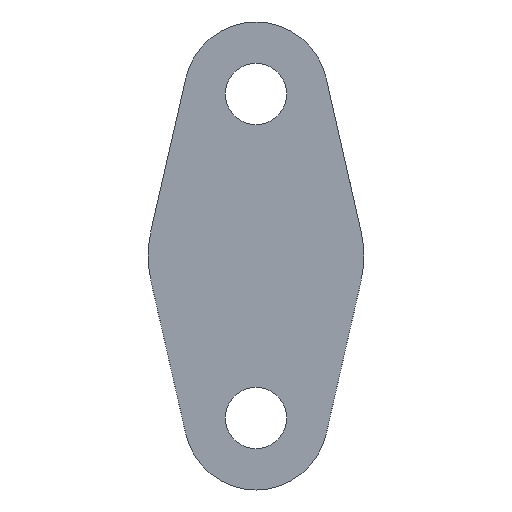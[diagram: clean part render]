
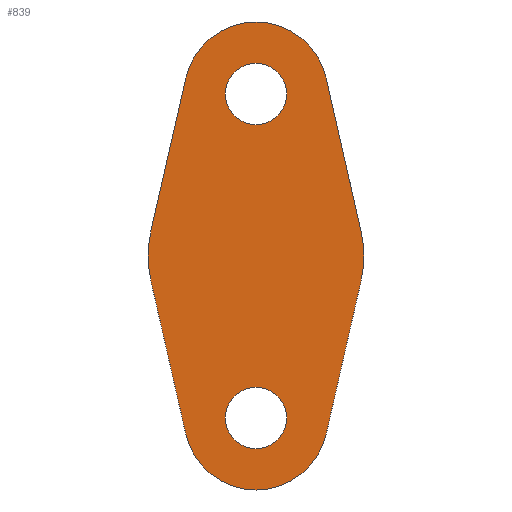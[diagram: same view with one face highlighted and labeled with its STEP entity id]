
A CAD part, front view. The second image highlights one B-rep face of the part: STEP entity #839.
In plain terms, the highlighted planar face has unit normal (0, -1, 0).
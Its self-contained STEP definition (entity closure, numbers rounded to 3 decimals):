
#2 = CARTESIAN_POINT ( 'NONE',  ( -3.9, 0., -9.889 ) ) ;
#6 = ORIENTED_EDGE ( 'NONE', *, *, #685, .T. ) ;
#9 = PLANE ( 'NONE',  #439 ) ;
#13 = CARTESIAN_POINT ( 'NONE',  ( -5.85, 0., -1.333 ) ) ;
#14 = EDGE_CURVE ( 'NONE', #802, #574, #273, .T. ) ;
#15 = VERTEX_POINT ( 'NONE', #114 ) ;
#21 = CIRCLE ( 'NONE', #605, 4. ) ;
#22 = DIRECTION ( 'NONE',  ( 0., 1., 0. ) ) ;
#27 = DIRECTION ( 'NONE',  ( 0., 1., 0. ) ) ;
#28 = VERTEX_POINT ( 'NONE', #507 ) ;
#32 = EDGE_CURVE ( 'NONE', #574, #638, #178, .T. ) ;
#41 = VECTOR ( 'NONE', #283, 1000. ) ;
#51 = DIRECTION ( 'NONE',  ( 0., 1., 0. ) ) ;
#72 = CARTESIAN_POINT ( 'NONE',  ( -5.85, 0., 1.333 ) ) ;
#77 = DIRECTION ( 'NONE',  ( 0., 1., 0. ) ) ;
#92 = CIRCLE ( 'NONE', #231, 1.7 ) ;
#99 = VERTEX_POINT ( 'NONE', #828 ) ;
#108 = FACE_OUTER_BOUND ( 'NONE', #766, .T. ) ;
#114 = CARTESIAN_POINT ( 'NONE',  ( 3.9, 0., -9.889 ) ) ;
#115 = ORIENTED_EDGE ( 'NONE', *, *, #124, .T. ) ;
#123 = ORIENTED_EDGE ( 'NONE', *, *, #540, .F. ) ;
#124 = EDGE_CURVE ( 'NONE', #210, #813, #767, .T. ) ;
#132 = DIRECTION ( 'NONE',  ( 0., 1., 0. ) ) ;
#135 = DIRECTION ( 'NONE',  ( 0., 0., 1. ) ) ;
#145 = FACE_BOUND ( 'NONE', #645, .T. ) ;
#146 = AXIS2_PLACEMENT_3D ( 'NONE', #532, #77, #465 ) ;
#153 = ORIENTED_EDGE ( 'NONE', *, *, #818, .T. ) ;
#177 = EDGE_CURVE ( 'NONE', #758, #492, #577, .T. ) ;
#178 = LINE ( 'NONE', #366, #705 ) ;
#194 = CARTESIAN_POINT ( 'NONE',  ( 0., 0., 0. ) ) ;
#195 = CARTESIAN_POINT ( 'NONE',  ( 0., 0., -9. ) ) ;
#207 = EDGE_CURVE ( 'NONE', #474, #802, #401, .T. ) ;
#210 = VERTEX_POINT ( 'NONE', #217 ) ;
#217 = CARTESIAN_POINT ( 'NONE',  ( 0., 0., 10.7 ) ) ;
#219 = DIRECTION ( 'NONE',  ( 0., 0., 1. ) ) ;
#231 = AXIS2_PLACEMENT_3D ( 'NONE', #195, #595, #135 ) ;
#236 = CIRCLE ( 'NONE', #146, 6. ) ;
#243 = AXIS2_PLACEMENT_3D ( 'NONE', #286, #684, #219 ) ;
#252 = DIRECTION ( 'NONE',  ( 0., 1., 0. ) ) ;
#257 = CARTESIAN_POINT ( 'NONE',  ( -5.85, 0., -1.333 ) ) ;
#258 = AXIS2_PLACEMENT_3D ( 'NONE', #524, #132, #458 ) ;
#273 = CIRCLE ( 'NONE', #520, 4. ) ;
#279 = ORIENTED_EDGE ( 'NONE', *, *, #745, .F. ) ;
#283 = DIRECTION ( 'NONE',  ( 0.222, 0., 0.975 ) ) ;
#286 = CARTESIAN_POINT ( 'NONE',  ( 0., 0., -9. ) ) ;
#290 = DIRECTION ( 'NONE',  ( 0., 1., 0. ) ) ;
#304 = EDGE_CURVE ( 'NONE', #15, #758, #21, .T. ) ;
#315 = CARTESIAN_POINT ( 'NONE',  ( 0., 0., -13. ) ) ;
#330 = ORIENTED_EDGE ( 'NONE', *, *, #378, .F. ) ;
#366 = CARTESIAN_POINT ( 'NONE',  ( 5.85, 0., 1.333 ) ) ;
#378 = EDGE_CURVE ( 'NONE', #492, #475, #764, .T. ) ;
#382 = VERTEX_POINT ( 'NONE', #468 ) ;
#383 = CARTESIAN_POINT ( 'NONE',  ( 3.9, 0., 9.889 ) ) ;
#389 = AXIS2_PLACEMENT_3D ( 'NONE', #651, #252, #450 ) ;
#394 = CARTESIAN_POINT ( 'NONE',  ( -3.9, 0., 9.889 ) ) ;
#395 = DIRECTION ( 'NONE',  ( -0.222, 0., 0.975 ) ) ;
#401 = LINE ( 'NONE', #815, #41 ) ;
#402 = EDGE_CURVE ( 'NONE', #475, #474, #236, .T. ) ;
#405 = DIRECTION ( 'NONE',  ( 0., 0., 1. ) ) ;
#407 = ORIENTED_EDGE ( 'NONE', *, *, #14, .F. ) ;
#427 = EDGE_CURVE ( 'NONE', #28, #99, #92, .T. ) ;
#434 = DIRECTION ( 'NONE',  ( 0., 0., 1. ) ) ;
#439 = AXIS2_PLACEMENT_3D ( 'NONE', #194, #27, #543 ) ;
#440 = CARTESIAN_POINT ( 'NONE',  ( 0., 0., 9. ) ) ;
#450 = DIRECTION ( 'NONE',  ( 0., 0., -1. ) ) ;
#453 = CIRCLE ( 'NONE', #789, 1.7 ) ;
#458 = DIRECTION ( 'NONE',  ( 0., 0., 1. ) ) ;
#465 = DIRECTION ( 'NONE',  ( 0., 0., 1. ) ) ;
#468 = CARTESIAN_POINT ( 'NONE',  ( 5.85, 0., -1.333 ) ) ;
#474 = VERTEX_POINT ( 'NONE', #72 ) ;
#475 = VERTEX_POINT ( 'NONE', #257 ) ;
#477 = CARTESIAN_POINT ( 'NONE',  ( 0., 0., -9. ) ) ;
#492 = VERTEX_POINT ( 'NONE', #2 ) ;
#507 = CARTESIAN_POINT ( 'NONE',  ( 0., 0., -7.3 ) ) ;
#520 = AXIS2_PLACEMENT_3D ( 'NONE', #440, #51, #434 ) ;
#524 = CARTESIAN_POINT ( 'NONE',  ( 0., 0., -9. ) ) ;
#532 = CARTESIAN_POINT ( 'NONE',  ( 0., 0., 0. ) ) ;
#533 = CARTESIAN_POINT ( 'NONE',  ( 0., 0., 7.3 ) ) ;
#535 = ORIENTED_EDGE ( 'NONE', *, *, #32, .F. ) ;
#540 = EDGE_CURVE ( 'NONE', #382, #15, #816, .T. ) ;
#541 = CIRCLE ( 'NONE', #258, 1.7 ) ;
#543 = DIRECTION ( 'NONE',  ( 0., 0., 1. ) ) ;
#554 = ORIENTED_EDGE ( 'NONE', *, *, #177, .F. ) ;
#574 = VERTEX_POINT ( 'NONE', #383 ) ;
#577 = CIRCLE ( 'NONE', #243, 4. ) ;
#583 = CARTESIAN_POINT ( 'NONE',  ( 3.9, 0., -9.889 ) ) ;
#585 = ORIENTED_EDGE ( 'NONE', *, *, #427, .T. ) ;
#595 = DIRECTION ( 'NONE',  ( 0., 1., 0. ) ) ;
#599 = EDGE_LOOP ( 'NONE', ( #115, #153 ) ) ;
#605 = AXIS2_PLACEMENT_3D ( 'NONE', #477, #22, #405 ) ;
#612 = VECTOR ( 'NONE', #395, 1000. ) ;
#638 = VERTEX_POINT ( 'NONE', #738 ) ;
#645 = EDGE_LOOP ( 'NONE', ( #585, #6 ) ) ;
#651 = CARTESIAN_POINT ( 'NONE',  ( 0., 0., 0. ) ) ;
#655 = DIRECTION ( 'NONE',  ( 0., 1., 0. ) ) ;
#672 = DIRECTION ( 'NONE',  ( -0.222, 0., -0.975 ) ) ;
#684 = DIRECTION ( 'NONE',  ( 0., 1., 0. ) ) ;
#685 = EDGE_CURVE ( 'NONE', #99, #28, #541, .T. ) ;
#688 = DIRECTION ( 'NONE',  ( 0., 0., 1. ) ) ;
#689 = CIRCLE ( 'NONE', #389, 6. ) ;
#705 = VECTOR ( 'NONE', #765, 1000. ) ;
#714 = ORIENTED_EDGE ( 'NONE', *, *, #207, .F. ) ;
#719 = DIRECTION ( 'NONE',  ( 0., 0., 1. ) ) ;
#738 = CARTESIAN_POINT ( 'NONE',  ( 5.85, 0., 1.333 ) ) ;
#745 = EDGE_CURVE ( 'NONE', #638, #382, #689, .T. ) ;
#755 = CARTESIAN_POINT ( 'NONE',  ( 0., 0., 9. ) ) ;
#758 = VERTEX_POINT ( 'NONE', #315 ) ;
#764 = LINE ( 'NONE', #13, #612 ) ;
#765 = DIRECTION ( 'NONE',  ( 0.222, 0., -0.975 ) ) ;
#766 = EDGE_LOOP ( 'NONE', ( #775, #330, #554, #799, #123, #279, #535, #407, #714 ) ) ;
#767 = CIRCLE ( 'NONE', #796, 1.7 ) ;
#775 = ORIENTED_EDGE ( 'NONE', *, *, #402, .F. ) ;
#780 = FACE_BOUND ( 'NONE', #599, .T. ) ;
#785 = CARTESIAN_POINT ( 'NONE',  ( 0., 0., 9. ) ) ;
#789 = AXIS2_PLACEMENT_3D ( 'NONE', #785, #655, #719 ) ;
#796 = AXIS2_PLACEMENT_3D ( 'NONE', #755, #290, #688 ) ;
#799 = ORIENTED_EDGE ( 'NONE', *, *, #304, .F. ) ;
#802 = VERTEX_POINT ( 'NONE', #394 ) ;
#813 = VERTEX_POINT ( 'NONE', #533 ) ;
#815 = CARTESIAN_POINT ( 'NONE',  ( -3.9, 0., 9.889 ) ) ;
#816 = LINE ( 'NONE', #583, #835 ) ;
#818 = EDGE_CURVE ( 'NONE', #813, #210, #453, .T. ) ;
#828 = CARTESIAN_POINT ( 'NONE',  ( 0., 0., -10.7 ) ) ;
#835 = VECTOR ( 'NONE', #672, 1000. ) ;
#839 = ADVANCED_FACE ( 'NONE', ( #145, #780, #108 ), #9, .F. ) ;
